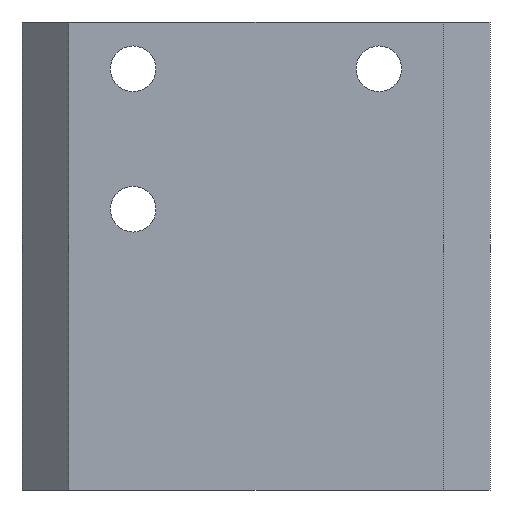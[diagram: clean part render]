
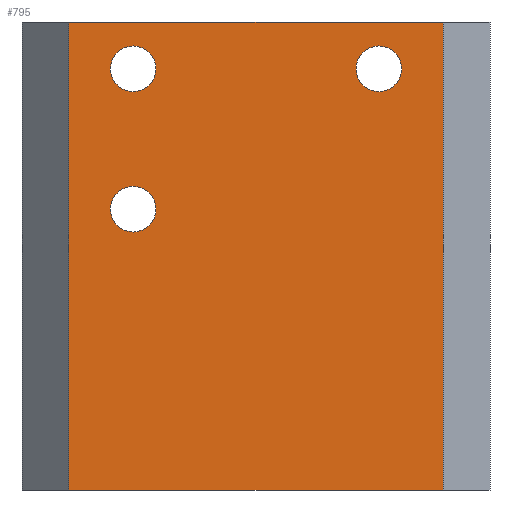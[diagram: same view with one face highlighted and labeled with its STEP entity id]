
A CAD part, front view. The second image highlights one B-rep face of the part: STEP entity #795.
In plain terms, the highlighted planar face has unit normal (0, -1, 0).
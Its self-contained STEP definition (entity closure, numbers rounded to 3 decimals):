
#33=FACE_BOUND('',#111,.T.);
#34=FACE_BOUND('',#112,.T.);
#35=FACE_BOUND('',#113,.T.);
#43=CIRCLE('',#853,1.95);
#44=CIRCLE('',#854,1.95);
#45=CIRCLE('',#855,1.95);
#67=FACE_OUTER_BOUND('',#110,.T.);
#110=EDGE_LOOP('',(#539,#540,#541,#542));
#111=EDGE_LOOP('',(#543));
#112=EDGE_LOOP('',(#544));
#113=EDGE_LOOP('',(#545));
#163=LINE('',#1154,#254);
#166=LINE('',#1160,#257);
#167=LINE('',#1162,#258);
#168=LINE('',#1163,#259);
#254=VECTOR('',#924,10.);
#257=VECTOR('',#929,10.);
#258=VECTOR('',#930,10.);
#259=VECTOR('',#931,10.);
#345=VERTEX_POINT('',#1151);
#346=VERTEX_POINT('',#1153);
#348=VERTEX_POINT('',#1159);
#349=VERTEX_POINT('',#1161);
#350=VERTEX_POINT('',#1164);
#351=VERTEX_POINT('',#1166);
#352=VERTEX_POINT('',#1168);
#420=EDGE_CURVE('',#345,#346,#163,.T.);
#423=EDGE_CURVE('',#348,#345,#166,.T.);
#424=EDGE_CURVE('',#349,#348,#167,.T.);
#425=EDGE_CURVE('',#346,#349,#168,.T.);
#426=EDGE_CURVE('',#350,#350,#43,.T.);
#427=EDGE_CURVE('',#351,#351,#44,.T.);
#428=EDGE_CURVE('',#352,#352,#45,.T.);
#539=ORIENTED_EDGE('',*,*,#420,.F.);
#540=ORIENTED_EDGE('',*,*,#423,.F.);
#541=ORIENTED_EDGE('',*,*,#424,.F.);
#542=ORIENTED_EDGE('',*,*,#425,.F.);
#543=ORIENTED_EDGE('',*,*,#426,.T.);
#544=ORIENTED_EDGE('',*,*,#427,.T.);
#545=ORIENTED_EDGE('',*,*,#428,.T.);
#768=PLANE('',#852);
#795=ADVANCED_FACE('',(#67,#33,#34,#35),#768,.T.);
#852=AXIS2_PLACEMENT_3D('',#1158,#927,#928);
#853=AXIS2_PLACEMENT_3D('',#1165,#932,#933);
#854=AXIS2_PLACEMENT_3D('',#1167,#934,#935);
#855=AXIS2_PLACEMENT_3D('',#1169,#936,#937);
#924=DIRECTION('',(0.,0.,1.));
#927=DIRECTION('center_axis',(0.,-1.,0.));
#928=DIRECTION('ref_axis',(-1.,0.,0.));
#929=DIRECTION('',(-1.,0.,0.));
#930=DIRECTION('',(0.,0.,-1.));
#931=DIRECTION('',(1.,0.,0.));
#932=DIRECTION('center_axis',(0.,1.,0.));
#933=DIRECTION('ref_axis',(1.,0.,0.));
#934=DIRECTION('center_axis',(0.,1.,0.));
#935=DIRECTION('ref_axis',(1.,0.,0.));
#936=DIRECTION('center_axis',(0.,1.,0.));
#937=DIRECTION('ref_axis',(1.,0.,0.));
#1151=CARTESIAN_POINT('',(-16.,-3.,-40.));
#1153=CARTESIAN_POINT('',(-16.,-3.,0.));
#1154=CARTESIAN_POINT('',(-16.,-3.,0.));
#1158=CARTESIAN_POINT('Origin',(20.,-3.,0.));
#1159=CARTESIAN_POINT('',(16.,-3.,-40.));
#1160=CARTESIAN_POINT('',(-20.,-3.,-40.));
#1161=CARTESIAN_POINT('',(16.,-3.,0.));
#1162=CARTESIAN_POINT('',(16.,-3.,0.));
#1163=CARTESIAN_POINT('',(-20.,-3.,0.));
#1164=CARTESIAN_POINT('',(-12.45,-3.,-16.));
#1165=CARTESIAN_POINT('Origin',(-10.5,-3.,-16.));
#1166=CARTESIAN_POINT('',(8.55,-3.,-4.));
#1167=CARTESIAN_POINT('Origin',(10.5,-3.,-4.));
#1168=CARTESIAN_POINT('',(-12.45,-3.,-4.));
#1169=CARTESIAN_POINT('Origin',(-10.5,-3.,-4.));
